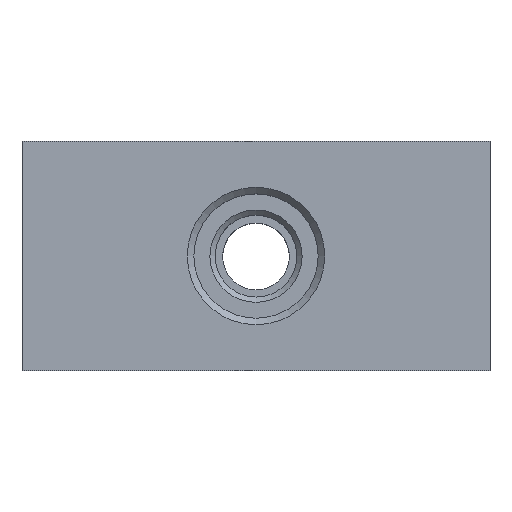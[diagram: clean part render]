
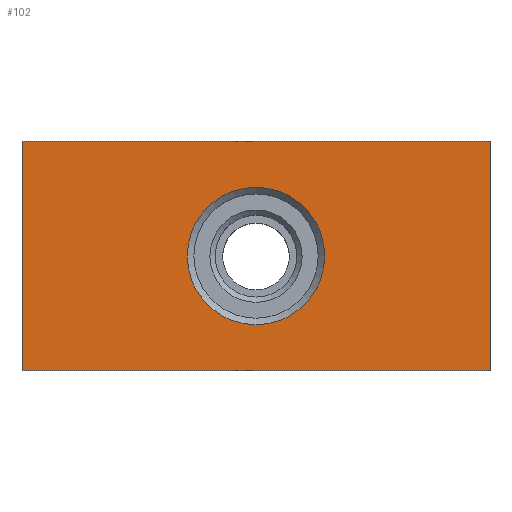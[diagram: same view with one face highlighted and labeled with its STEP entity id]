
A CAD part, top view. The second image highlights one B-rep face of the part: STEP entity #102.
In plain terms, the highlighted planar face has unit normal (0, 0, 1).
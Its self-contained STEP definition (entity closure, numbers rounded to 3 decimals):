
#102 = ADVANCED_FACE( '', ( #200, #201 ), #202, .F. );
#200 = FACE_BOUND( '', #308, .T. );
#201 = FACE_OUTER_BOUND( '', #309, .T. );
#202 = PLANE( '', #310 );
#308 = EDGE_LOOP( '', ( #421 ) );
#309 = EDGE_LOOP( '', ( #422, #423, #424, #425 ) );
#310 = AXIS2_PLACEMENT_3D( '', #426, #427, #428 );
#421 = ORIENTED_EDGE( '', *, *, #645, .T. );
#422 = ORIENTED_EDGE( '', *, *, #646, .T. );
#423 = ORIENTED_EDGE( '', *, *, #638, .F. );
#424 = ORIENTED_EDGE( '', *, *, #647, .F. );
#425 = ORIENTED_EDGE( '', *, *, #648, .T. );
#426 = CARTESIAN_POINT( '', ( 35.75, 17.5, 14.45 ) );
#427 = DIRECTION( '', ( 0., 0., -1. ) );
#428 = DIRECTION( '', ( 0., 1., 0. ) );
#638 = EDGE_CURVE( '', #736, #731, #738, .T. );
#645 = EDGE_CURVE( '', #749, #749, #750, .T. );
#646 = EDGE_CURVE( '', #751, #731, #752, .T. );
#647 = EDGE_CURVE( '', #753, #736, #754, .T. );
#648 = EDGE_CURVE( '', #753, #751, #755, .T. );
#731 = VERTEX_POINT( '', #869 );
#736 = VERTEX_POINT( '', #876 );
#738 = LINE( '', #879, #880 );
#749 = VERTEX_POINT( '', #895 );
#750 = CIRCLE( '', #896, 10.5 );
#751 = VERTEX_POINT( '', #897 );
#752 = LINE( '', #898, #899 );
#753 = VERTEX_POINT( '', #900 );
#754 = LINE( '', #901, #902 );
#755 = LINE( '', #903, #904 );
#869 = CARTESIAN_POINT( '', ( -35.75, -17.5, 14.45 ) );
#876 = CARTESIAN_POINT( '', ( 35.75, -17.5, 14.45 ) );
#879 = CARTESIAN_POINT( '', ( 35.75, -17.5, 14.45 ) );
#880 = VECTOR( '', #1051, 1000. );
#895 = CARTESIAN_POINT( '', ( 0., 10.5, 14.45 ) );
#896 = AXIS2_PLACEMENT_3D( '', #1056, #1057, #1058 );
#897 = CARTESIAN_POINT( '', ( -35.75, 17.5, 14.45 ) );
#898 = CARTESIAN_POINT( '', ( -35.75, 17.5, 14.45 ) );
#899 = VECTOR( '', #1059, 1000. );
#900 = CARTESIAN_POINT( '', ( 35.75, 17.5, 14.45 ) );
#901 = CARTESIAN_POINT( '', ( 35.75, 17.5, 14.45 ) );
#902 = VECTOR( '', #1060, 1000. );
#903 = CARTESIAN_POINT( '', ( 35.75, 17.5, 14.45 ) );
#904 = VECTOR( '', #1061, 1000. );
#1051 = DIRECTION( '', ( -1., 0., 0. ) );
#1056 = CARTESIAN_POINT( '', ( 0., 0., 14.45 ) );
#1057 = DIRECTION( '', ( 0., 0., -1. ) );
#1058 = DIRECTION( '', ( 0., 1., 0. ) );
#1059 = DIRECTION( '', ( 0., -1., 0. ) );
#1060 = DIRECTION( '', ( 0., -1., 0. ) );
#1061 = DIRECTION( '', ( -1., 0., 0. ) );
